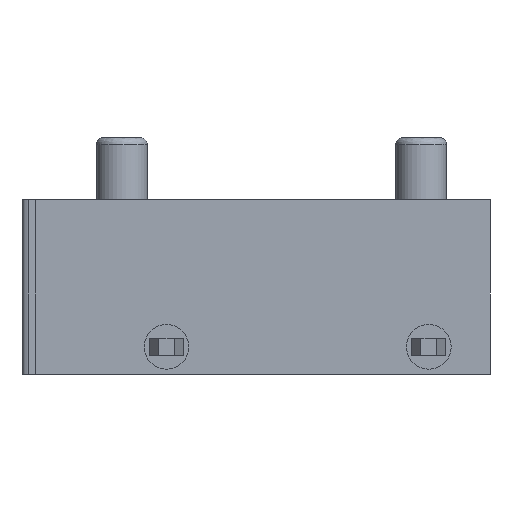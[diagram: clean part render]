
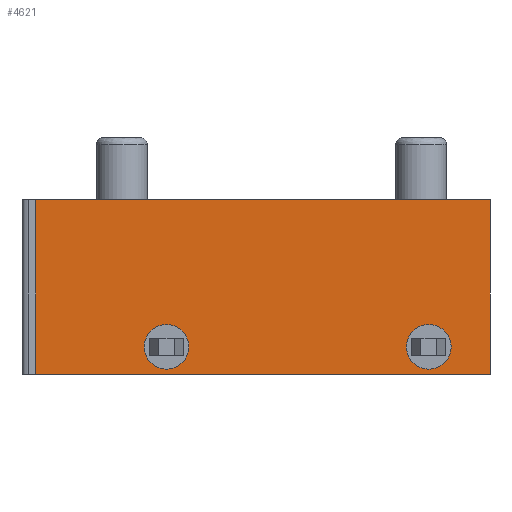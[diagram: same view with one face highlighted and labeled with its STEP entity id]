
A CAD part, front view. The second image highlights one B-rep face of the part: STEP entity #4621.
In plain terms, the highlighted planar face has unit normal (0, -1, 0).
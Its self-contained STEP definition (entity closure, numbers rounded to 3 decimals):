
#10 = AXIS2_PLACEMENT_3D ( 'NONE', #1711, #4852, #2161 ) ;
#61 = CARTESIAN_POINT ( 'NONE',  ( 0., 23.741, -2.54 ) ) ;
#176 = EDGE_CURVE ( 'NONE', #3814, #3054, #5455, .T. ) ;
#177 = DIRECTION ( 'NONE',  ( 0., 0., -1. ) ) ;
#422 = EDGE_CURVE ( 'NONE', #4630, #4507, #1253, .T. ) ;
#447 = DIRECTION ( 'NONE',  ( 0., 1., 0. ) ) ;
#448 = ORIENTED_EDGE ( 'NONE', *, *, #4417, .T. ) ;
#493 = DIRECTION ( 'NONE',  ( 1., 0., 0. ) ) ;
#735 = FACE_BOUND ( 'NONE', #3711, .T. ) ;
#813 = ORIENTED_EDGE ( 'NONE', *, *, #2215, .T. ) ;
#879 = VERTEX_POINT ( 'NONE', #2175 ) ;
#1253 = LINE ( 'NONE', #2038, #2287 ) ;
#1286 = VERTEX_POINT ( 'NONE', #5671 ) ;
#1289 = VECTOR ( 'NONE', #3197, 1000. ) ;
#1293 = VECTOR ( 'NONE', #493, 1000. ) ;
#1313 = CARTESIAN_POINT ( 'NONE',  ( -47.558, 23.741, -2.39 ) ) ;
#1320 = DIRECTION ( 'NONE',  ( 0., 0., -1. ) ) ;
#1339 = LINE ( 'NONE', #2250, #3587 ) ;
#1424 = CARTESIAN_POINT ( 'NONE',  ( -51.358, 23.741, 0. ) ) ;
#1497 = CIRCLE ( 'NONE', #3992, 0.65 ) ;
#1587 = DIRECTION ( 'NONE',  ( -1., 0., 0. ) ) ;
#1692 = CARTESIAN_POINT ( 'NONE',  ( -47.558, 23.741, -1.74 ) ) ;
#1703 = EDGE_CURVE ( 'NONE', #3054, #3814, #1497, .T. ) ;
#1711 = CARTESIAN_POINT ( 'NONE',  ( -47.558, 23.741, -1.74 ) ) ;
#1743 = AXIS2_PLACEMENT_3D ( 'NONE', #2111, #5257, #2562 ) ;
#2038 = CARTESIAN_POINT ( 'NONE',  ( -38.108, 23.741, 2.54 ) ) ;
#2056 = ORIENTED_EDGE ( 'NONE', *, *, #422, .T. ) ;
#2111 = CARTESIAN_POINT ( 'NONE',  ( -38.108, 23.741, 0. ) ) ;
#2145 = DIRECTION ( 'NONE',  ( 0., 0., -1. ) ) ;
#2161 = DIRECTION ( 'NONE',  ( 0., 0., -1. ) ) ;
#2175 = CARTESIAN_POINT ( 'NONE',  ( -47.558, 23.741, -1.09 ) ) ;
#2215 = EDGE_CURVE ( 'NONE', #5465, #879, #4510, .T. ) ;
#2250 = CARTESIAN_POINT ( 'NONE',  ( -38.158, 23.741, 0. ) ) ;
#2287 = VECTOR ( 'NONE', #1587, 1000. ) ;
#2344 = ORIENTED_EDGE ( 'NONE', *, *, #176, .T. ) ;
#2354 = EDGE_CURVE ( 'NONE', #4119, #1286, #4740, .T. ) ;
#2370 = CARTESIAN_POINT ( 'NONE',  ( -39.938, 23.741, -1.09 ) ) ;
#2562 = DIRECTION ( 'NONE',  ( 1., 0., 0. ) ) ;
#2719 = CARTESIAN_POINT ( 'NONE',  ( -39.938, 23.741, -2.39 ) ) ;
#2849 = DIRECTION ( 'NONE',  ( 0., 1., 0. ) ) ;
#3005 = CARTESIAN_POINT ( 'NONE',  ( -38.158, 23.741, 2.54 ) ) ;
#3054 = VERTEX_POINT ( 'NONE', #2370 ) ;
#3124 = CARTESIAN_POINT ( 'NONE',  ( -39.938, 23.741, -1.74 ) ) ;
#3197 = DIRECTION ( 'NONE',  ( 0., 0., -1. ) ) ;
#3447 = PLANE ( 'NONE',  #1743 ) ;
#3570 = DIRECTION ( 'NONE',  ( 0., 0., -1. ) ) ;
#3587 = VECTOR ( 'NONE', #1320, 1000. ) ;
#3635 = EDGE_CURVE ( 'NONE', #879, #5465, #4305, .T. ) ;
#3657 = LINE ( 'NONE', #1424, #1289 ) ;
#3711 = EDGE_LOOP ( 'NONE', ( #813, #4349 ) ) ;
#3788 = ORIENTED_EDGE ( 'NONE', *, *, #2354, .T. ) ;
#3814 = VERTEX_POINT ( 'NONE', #2719 ) ;
#3843 = AXIS2_PLACEMENT_3D ( 'NONE', #5526, #2849, #177 ) ;
#3992 = AXIS2_PLACEMENT_3D ( 'NONE', #3124, #447, #3570 ) ;
#4119 = VERTEX_POINT ( 'NONE', #4221 ) ;
#4221 = CARTESIAN_POINT ( 'NONE',  ( -51.358, 23.741, -2.54 ) ) ;
#4305 = CIRCLE ( 'NONE', #10, 0.65 ) ;
#4312 = FACE_OUTER_BOUND ( 'NONE', #4384, .T. ) ;
#4349 = ORIENTED_EDGE ( 'NONE', *, *, #3635, .T. ) ;
#4384 = EDGE_LOOP ( 'NONE', ( #448, #3788, #4769, #2056 ) ) ;
#4417 = EDGE_CURVE ( 'NONE', #4507, #4119, #3657, .T. ) ;
#4507 = VERTEX_POINT ( 'NONE', #5034 ) ;
#4510 = CIRCLE ( 'NONE', #4538, 0.65 ) ;
#4538 = AXIS2_PLACEMENT_3D ( 'NONE', #1692, #4838, #2145 ) ;
#4621 = ADVANCED_FACE ( 'NONE', ( #5483, #735, #4312 ), #3447, .T. ) ;
#4630 = VERTEX_POINT ( 'NONE', #3005 ) ;
#4740 = LINE ( 'NONE', #61, #1293 ) ;
#4769 = ORIENTED_EDGE ( 'NONE', *, *, #5488, .F. ) ;
#4838 = DIRECTION ( 'NONE',  ( 0., 1., 0. ) ) ;
#4852 = DIRECTION ( 'NONE',  ( 0., 1., 0. ) ) ;
#4994 = EDGE_LOOP ( 'NONE', ( #2344, #5474 ) ) ;
#5034 = CARTESIAN_POINT ( 'NONE',  ( -51.358, 23.741, 2.54 ) ) ;
#5257 = DIRECTION ( 'NONE',  ( 0., -1., 0. ) ) ;
#5455 = CIRCLE ( 'NONE', #3843, 0.65 ) ;
#5465 = VERTEX_POINT ( 'NONE', #1313 ) ;
#5474 = ORIENTED_EDGE ( 'NONE', *, *, #1703, .T. ) ;
#5483 = FACE_BOUND ( 'NONE', #4994, .T. ) ;
#5488 = EDGE_CURVE ( 'NONE', #4630, #1286, #1339, .T. ) ;
#5526 = CARTESIAN_POINT ( 'NONE',  ( -39.938, 23.741, -1.74 ) ) ;
#5671 = CARTESIAN_POINT ( 'NONE',  ( -38.158, 23.741, -2.54 ) ) ;
